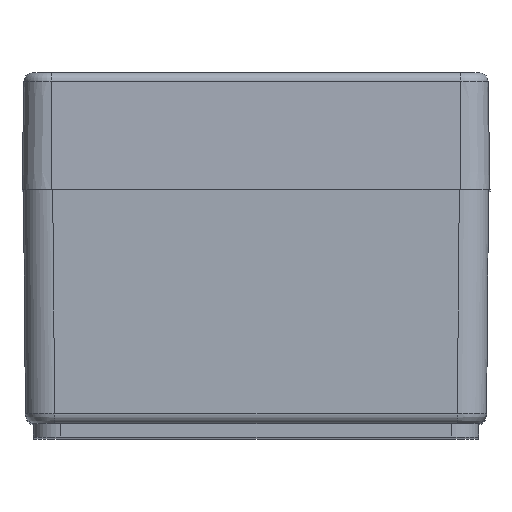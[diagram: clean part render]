
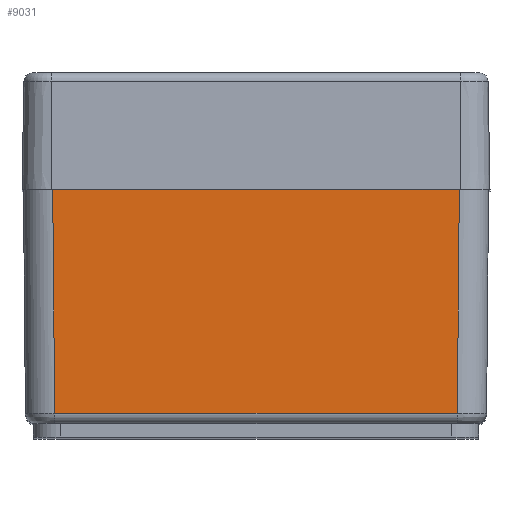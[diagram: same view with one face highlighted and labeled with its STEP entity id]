
A CAD part, top view. The second image highlights one B-rep face of the part: STEP entity #9031.
In plain terms, the highlighted planar face has unit normal (0, -0.009, 1).
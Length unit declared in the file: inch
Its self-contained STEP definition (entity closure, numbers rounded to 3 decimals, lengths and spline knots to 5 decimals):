
#66 = VERTEX_POINT ( 'NONE', #10892 ) ;
#255 = ORIENTED_EDGE ( 'NONE', *, *, #7527, .T. ) ;
#283 = VECTOR ( 'NONE', #8522, 39.37008 ) ;
#368 = DIRECTION ( 'NONE',  ( 1., 0., 0. ) ) ;
#671 = CARTESIAN_POINT ( 'NONE',  ( -1.36801, -0.01194, 3.43494 ) ) ;
#946 = FACE_OUTER_BOUND ( 'NONE', #6872, .T. ) ;
#1009 = PLANE ( 'NONE',  #1299 ) ;
#1221 = VECTOR ( 'NONE', #6656, 39.37008 ) ;
#1299 = AXIS2_PLACEMENT_3D ( 'NONE', #9724, #2820, #1857 ) ;
#1604 = EDGE_CURVE ( 'NONE', #66, #3750, #6248, .T. ) ;
#1857 = DIRECTION ( 'NONE',  ( 0., -1., -0.009 ) ) ;
#2516 = ORIENTED_EDGE ( 'NONE', *, *, #6800, .T. ) ;
#2656 = VERTEX_POINT ( 'NONE', #5636 ) ;
#2820 = DIRECTION ( 'NONE',  ( 0., -0.009, 1. ) ) ;
#3379 = VECTOR ( 'NONE', #7413, 39.37008 ) ;
#3750 = VERTEX_POINT ( 'NONE', #5041 ) ;
#3873 = ORIENTED_EDGE ( 'NONE', *, *, #1604, .T. ) ;
#4096 = CARTESIAN_POINT ( 'NONE',  ( 1.36801, -0.01194, 3.43494 ) ) ;
#4684 = ORIENTED_EDGE ( 'NONE', *, *, #7488, .F. ) ;
#5041 = CARTESIAN_POINT ( 'NONE',  ( -1.355, -1.50294, 3.42192 ) ) ;
#5636 = CARTESIAN_POINT ( 'NONE',  ( 1.355, -1.50294, 3.42192 ) ) ;
#6083 = VERTEX_POINT ( 'NONE', #9150 ) ;
#6248 = LINE ( 'NONE', #671, #283 ) ;
#6522 = CARTESIAN_POINT ( 'NONE',  ( 0., -1.50294, 3.42192 ) ) ;
#6656 = DIRECTION ( 'NONE',  ( 0.009, 1., 0.009 ) ) ;
#6800 = EDGE_CURVE ( 'NONE', #3750, #2656, #6812, .T. ) ;
#6812 = LINE ( 'NONE', #6522, #10867 ) ;
#6872 = EDGE_LOOP ( 'NONE', ( #3873, #2516, #255, #4684 ) ) ;
#7413 = DIRECTION ( 'NONE',  ( 1., 0., 0. ) ) ;
#7488 = EDGE_CURVE ( 'NONE', #66, #6083, #9412, .T. ) ;
#7527 = EDGE_CURVE ( 'NONE', #2656, #6083, #10463, .T. ) ;
#8522 = DIRECTION ( 'NONE',  ( 0.009, -1., -0.009 ) ) ;
#9031 = ADVANCED_FACE ( 'NONE', ( #946 ), #1009, .T. ) ;
#9150 = CARTESIAN_POINT ( 'NONE',  ( 1.36812, 0., 3.43504 ) ) ;
#9412 = LINE ( 'NONE', #10030, #3379 ) ;
#9724 = CARTESIAN_POINT ( 'NONE',  ( 0., 0., 3.43504 ) ) ;
#10030 = CARTESIAN_POINT ( 'NONE',  ( 0., 0., 3.43504 ) ) ;
#10463 = LINE ( 'NONE', #4096, #1221 ) ;
#10867 = VECTOR ( 'NONE', #368, 39.37008 ) ;
#10892 = CARTESIAN_POINT ( 'NONE',  ( -1.36812, 0., 3.43504 ) ) ;
